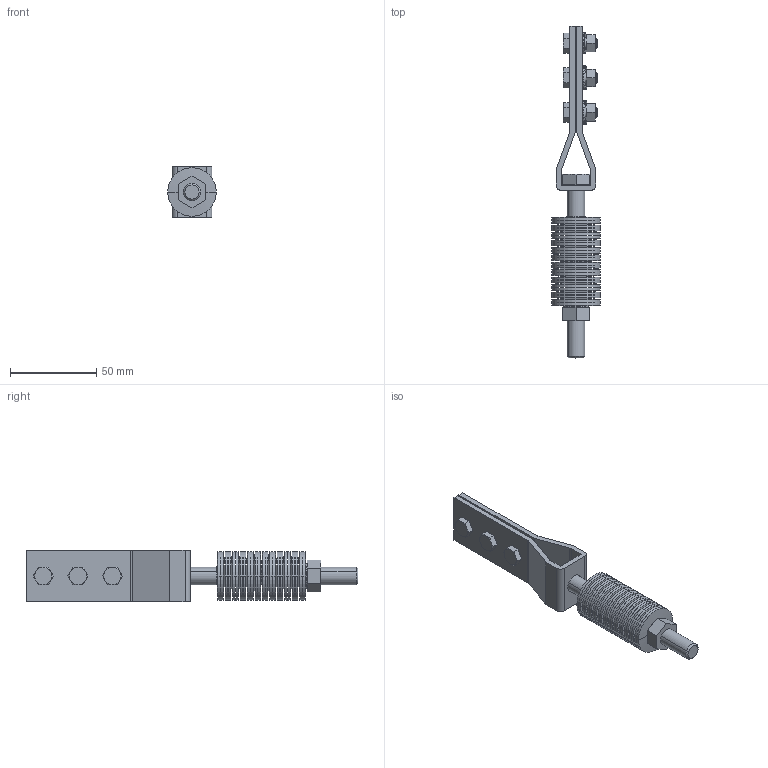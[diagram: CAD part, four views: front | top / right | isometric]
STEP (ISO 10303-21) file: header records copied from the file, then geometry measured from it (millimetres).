
FILE_DESCRIPTION((''),'2;1');
FILE_NAME('CAD-8536_SW0001','2022-10-07T08:43:49',('creinig-se'),(''),'CREO PARAMETRIC BY PTC INC, 2019292','CREO PARAMETRIC BY PTC INC, 2019292','');
FILE_SCHEMA(('CONFIG_CONTROL_DESIGN','SHAPE_APPEARANCE_LAYERS_GROUPS'));
Length unit declared in the file: millimetre
Products named in the file (1): CAD-8536_SW0001
Bounding box: 28 x 192 x 30 mm (x, y, z)
Volume: 51232.2 mm3; surface area: 51020.4 mm2
Topology: 25 solids, 25 shells, 532 faces, 1198 edges, 688 vertices
Faces by surface type: bspline 144, cylinder 140, cone 128, plane 100, torus 20
Entity records: 27624 total; most frequent: CARTESIAN_POINT 12270, ORIENTED_EDGE 2396, DIRECTION 2082, PRESENTATION_STYLE_ASSIGNMENT 1263, STYLED_ITEM 1225, CURVE_STYLE 1198, EDGE_CURVE 1198, AXIS2_PLACEMENT_3D 786
